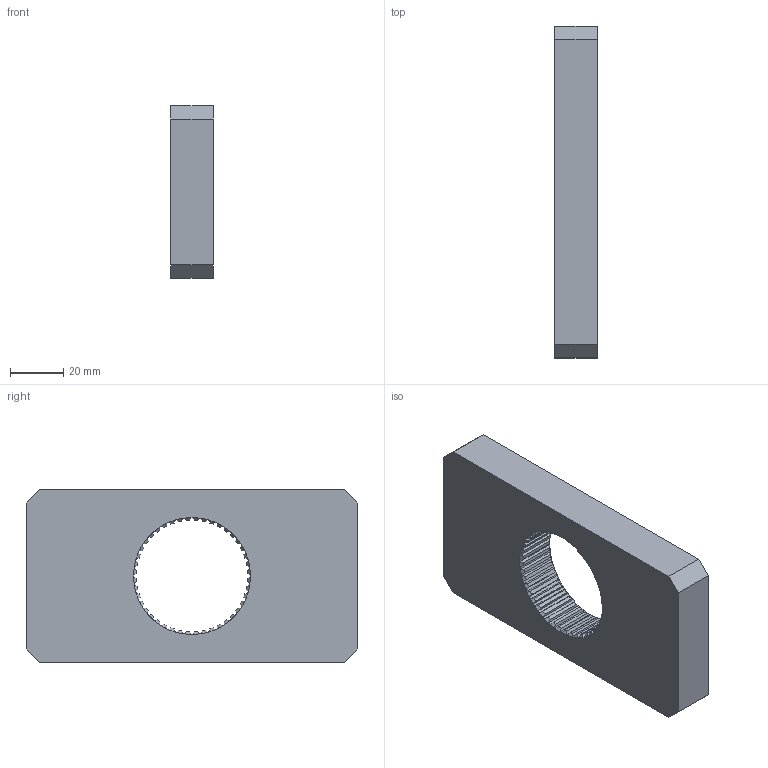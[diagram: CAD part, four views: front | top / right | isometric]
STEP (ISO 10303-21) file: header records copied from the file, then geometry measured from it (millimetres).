
FILE_DESCRIPTION((''),'2;1');
FILE_NAME('6158120580','2015-02-18T',('gredl'),(''),'PRO/ENGINEER BY PARAMETRIC TECHNOLOGY CORPORATION, 2014200','PRO/ENGINEER BY PARAMETRIC TECHNOLOGY CORPORATION, 2014200','');
FILE_SCHEMA(('AUTOMOTIVE_DESIGN { 1 0 10303 214 1 1 1 1 }'));
Length unit declared in the file: millimetre
Products named in the file (1): 6158120580
Bounding box: 16 x 125 x 65 mm (x, y, z)
Volume: 105954 mm3; surface area: 22065.1 mm2
Topology: 1 solids, 1 shells, 190 faces, 564 edges, 376 vertices
Faces by surface type: plane 142, cylinder 44, cone 4
Entity records: 7523 total; most frequent: CARTESIAN_POINT 2376, ORIENTED_EDGE 1128, DIRECTION 768, EDGE_CURVE 564, VERTEX_POINT 376, AXIS2_PLACEMENT_3D 282, B_SPLINE_CURVE_WITH_KNOTS 268, VECTOR 204
